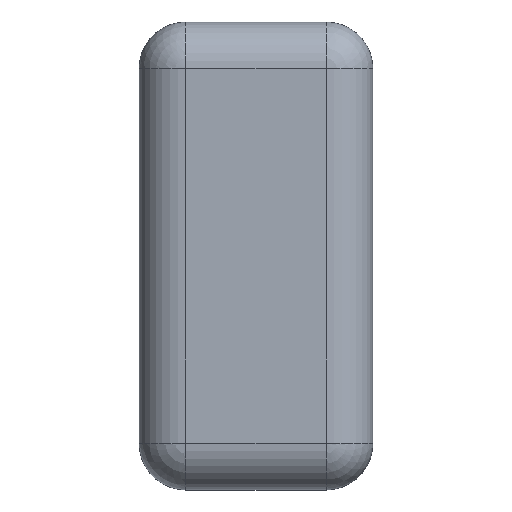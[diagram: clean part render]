
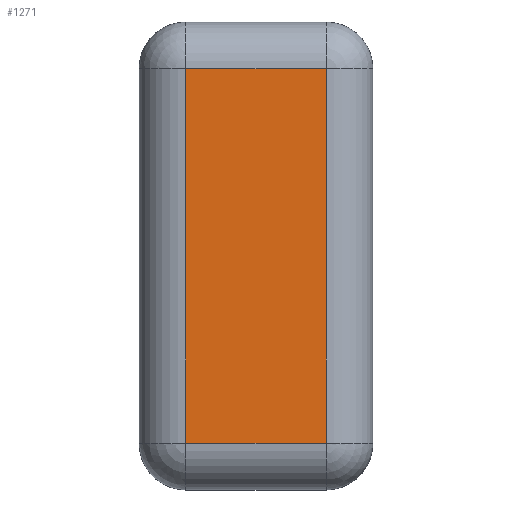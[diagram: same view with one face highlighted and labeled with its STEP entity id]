
A CAD part, top view. The second image highlights one B-rep face of the part: STEP entity #1271.
In plain terms, the highlighted planar face has unit normal (0, 0, 1).
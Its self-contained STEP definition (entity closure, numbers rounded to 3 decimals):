
#53=PLANE('',#1416);
#112=FACE_OUTER_BOUND('',#196,.T.);
#196=EDGE_LOOP('',(#1026,#1027,#1028,#1029));
#340=LINE('',#1890,#444);
#362=LINE('',#2006,#466);
#372=LINE('',#2114,#476);
#385=LINE('',#2196,#489);
#444=VECTOR('',#1504,1000.);
#466=VECTOR('',#1550,1000.);
#476=VECTOR('',#1644,1000.);
#489=VECTOR('',#1673,1000.);
#551=VERTEX_POINT('',#1883);
#554=VERTEX_POINT('',#1888);
#579=VERTEX_POINT('',#2003);
#580=VERTEX_POINT('',#2005);
#666=EDGE_CURVE('',#551,#554,#340,.T.);
#697=EDGE_CURVE('',#580,#579,#362,.T.);
#736=EDGE_CURVE('',#579,#551,#372,.T.);
#753=EDGE_CURVE('',#554,#580,#385,.T.);
#1026=ORIENTED_EDGE('',*,*,#736,.T.);
#1027=ORIENTED_EDGE('',*,*,#666,.T.);
#1028=ORIENTED_EDGE('',*,*,#753,.T.);
#1029=ORIENTED_EDGE('',*,*,#697,.T.);
#1271=ADVANCED_FACE('',(#112),#53,.T.);
#1416=AXIS2_PLACEMENT_3D('',#2216,#1692,#1693);
#1504=DIRECTION('',(0.,1.,0.));
#1550=DIRECTION('',(0.,-1.,0.));
#1644=DIRECTION('',(1.,0.,0.));
#1673=DIRECTION('',(-1.,0.,0.));
#1692=DIRECTION('center_axis',(0.,0.,
1.));
#1693=DIRECTION('ref_axis',(1.,0.,0.));
#1883=CARTESIAN_POINT('',(3.,-8.,3.));
#1888=CARTESIAN_POINT('',(3.,8.,3.));
#1890=CARTESIAN_POINT('',(3.,-8.,3.));
#2003=CARTESIAN_POINT('',(-3.,-8.,3.));
#2005=CARTESIAN_POINT('',(-3.,8.,3.));
#2006=CARTESIAN_POINT('',(-3.,8.,3.));
#2114=CARTESIAN_POINT('',(-3.,-8.,3.));
#2196=CARTESIAN_POINT('',(3.,8.,3.));
#2216=CARTESIAN_POINT('Origin',(0.,0.,3.));
